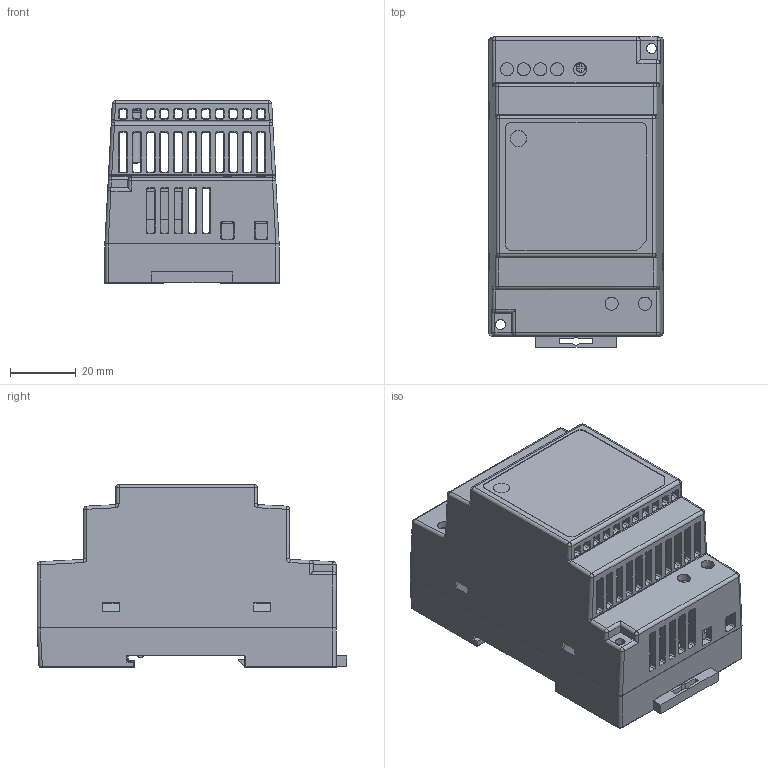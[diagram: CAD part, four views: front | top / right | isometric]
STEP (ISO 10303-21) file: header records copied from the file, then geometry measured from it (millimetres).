
FILE_DESCRIPTION (( 'STEP AP214' ), '1' );
FILE_NAME ('PSL-12-030.STEP', '2018-05-10T10:00:17', ( '' ), ( '' ), 'SwSTEP 2.0', 'SolidWorks 2017', '' );
FILE_SCHEMA (( 'AUTOMOTIVE_DESIGN' ));
Length unit declared in the file: inch
Products named in the file (1): PSL-12-030
Bounding box: 53 x 94.3 x 55.6 mm (x, y, z)
Volume: 53805.9 mm3; surface area: 61990.7 mm2
Topology: 9 solids, 9 shells, 1253 faces, 3454 edges, 2212 vertices
Faces by surface type: plane 694, cylinder 458, bspline 77, cone 24
Full cylindrical faces by diameter (mm): 0.46 x3, 2.5 x2, 2.77 x1, 3 x4, 3.5 x2, 3.7 x1, 3.95 x2, 4 x14, 4.05 x1, 5 x1
Entity records: 45936 total; most frequent: CARTESIAN_POINT 12106, ORIENTED_EDGE 6736, DIRECTION 5280, EDGE_CURVE 3368, LINE 2298, VECTOR 2298, VERTEX_POINT 2199, AXIS2_PLACEMENT_3D 1491
